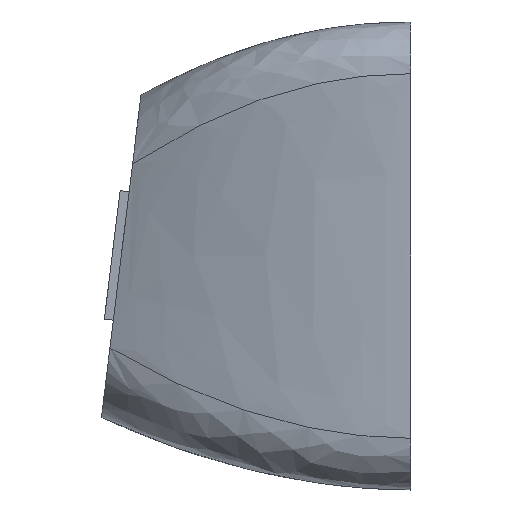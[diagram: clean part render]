
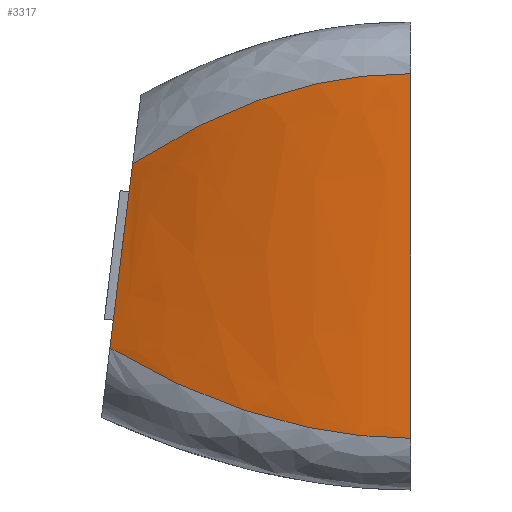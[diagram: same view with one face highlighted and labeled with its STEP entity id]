
A CAD part, left-side view. The second image highlights one B-rep face of the part: STEP entity #3317.
In plain terms, the highlighted free-form (B-spline) face has degree [3, 3] with [4, 4] control points.
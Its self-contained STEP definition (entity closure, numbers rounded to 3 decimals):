
#45=B_SPLINE_CURVE_WITH_KNOTS('',3,(#4414,#4415,#4416,#4417),
 .UNSPECIFIED.,.F.,.F.,(4,4),(0.,1.),.UNSPECIFIED.);
#46=B_SPLINE_CURVE_WITH_KNOTS('',3,(#4438,#4439,#4440,#4441),
 .UNSPECIFIED.,.F.,.F.,(4,4),(0.,1.),.UNSPECIFIED.);
#179=B_SPLINE_SURFACE_WITH_KNOTS('',3,3,((#4419,#4420,#4421,#4422),(#4423,
#4424,#4425,#4426),(#4427,#4428,#4429,#4430),(#4431,#4432,#4433,#4434)),
 .UNSPECIFIED.,.F.,.F.,.F.,(4,4),(4,4),(0.,1.),(0.,1.),.UNSPECIFIED.);
#242=FACE_OUTER_BOUND('',#420,.T.);
#420=EDGE_LOOP('',(#2215,#2216,#2217,#2218));
#636=LINE('',#4436,#996);
#637=LINE('',#4442,#997);
#996=VECTOR('',#3705,10.);
#997=VECTOR('',#3706,10.);
#1352=VERTEX_POINT('',#4411);
#1353=VERTEX_POINT('',#4413);
#1354=VERTEX_POINT('',#4435);
#1355=VERTEX_POINT('',#4437);
#1698=EDGE_CURVE('',#1352,#1353,#45,.T.);
#1700=EDGE_CURVE('',#1354,#1352,#636,.T.);
#1701=EDGE_CURVE('',#1354,#1355,#46,.T.);
#1702=EDGE_CURVE('',#1355,#1353,#637,.T.);
#2215=ORIENTED_EDGE('',*,*,#1700,.F.);
#2216=ORIENTED_EDGE('',*,*,#1701,.T.);
#2217=ORIENTED_EDGE('',*,*,#1702,.T.);
#2218=ORIENTED_EDGE('',*,*,#1698,.F.);
#3317=ADVANCED_FACE('',(#242),#179,.F.);
#3705=DIRECTION('',(0.,-0.122,0.993));
#3706=DIRECTION('',(0.,0.,1.));
#4411=CARTESIAN_POINT('',(2.7,10.752,12.606));
#4413=CARTESIAN_POINT('',(0.,0.,16.1));
#4414=CARTESIAN_POINT('Ctrl Pts',(2.7,10.752,12.606));
#4415=CARTESIAN_POINT('Ctrl Pts',(0.9,7.168,14.935));
#4416=CARTESIAN_POINT('Ctrl Pts',(0.,3.73,16.1));
#4417=CARTESIAN_POINT('Ctrl Pts',(0.,0.,16.1));
#4419=CARTESIAN_POINT('Ctrl Pts',(2.7,11.625,5.494));
#4420=CARTESIAN_POINT('Ctrl Pts',(0.9,7.75,3.165));
#4421=CARTESIAN_POINT('Ctrl Pts',(0.,3.73,
2.));
#4422=CARTESIAN_POINT('Ctrl Pts',(0.,0.,
2.));
#4423=CARTESIAN_POINT('Ctrl Pts',(2.7,11.453,6.897));
#4424=CARTESIAN_POINT('Ctrl Pts',(0.939,7.635,4.8));
#4425=CARTESIAN_POINT('Ctrl Pts',(0.,3.73,
3.047));
#4426=CARTESIAN_POINT('Ctrl Pts',(0.,0.,
3.047));
#4427=CARTESIAN_POINT('Ctrl Pts',(2.7,10.924,11.203));
#4428=CARTESIAN_POINT('Ctrl Pts',(0.939,7.283,13.3));
#4429=CARTESIAN_POINT('Ctrl Pts',(0.,3.73,
15.053));
#4430=CARTESIAN_POINT('Ctrl Pts',(0.,0.,
15.053));
#4431=CARTESIAN_POINT('Ctrl Pts',(2.7,10.752,12.606));
#4432=CARTESIAN_POINT('Ctrl Pts',(0.9,7.168,14.935));
#4433=CARTESIAN_POINT('Ctrl Pts',(0.,3.73,
16.1));
#4434=CARTESIAN_POINT('Ctrl Pts',(0.,0.,
16.1));
#4435=CARTESIAN_POINT('',(2.7,11.625,5.494));
#4436=CARTESIAN_POINT('',(2.7,10.752,12.606));
#4437=CARTESIAN_POINT('',(0.,0.,2.));
#4438=CARTESIAN_POINT('Ctrl Pts',(2.7,11.625,5.494));
#4439=CARTESIAN_POINT('Ctrl Pts',(0.9,7.75,3.165));
#4440=CARTESIAN_POINT('Ctrl Pts',(0.,3.73,
2.));
#4441=CARTESIAN_POINT('Ctrl Pts',(0.,0.,
2.));
#4442=CARTESIAN_POINT('',(0.,0.,16.1));
